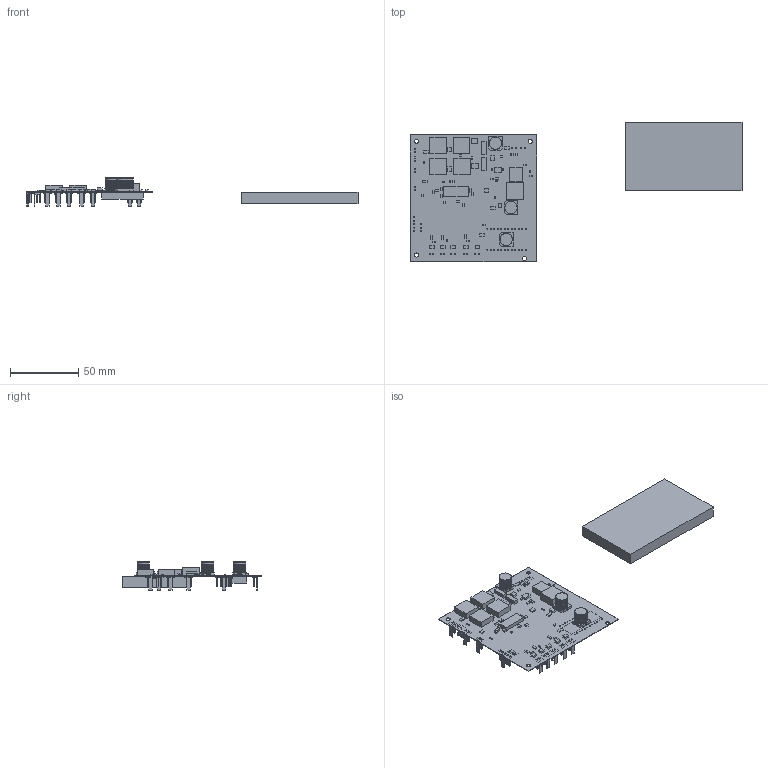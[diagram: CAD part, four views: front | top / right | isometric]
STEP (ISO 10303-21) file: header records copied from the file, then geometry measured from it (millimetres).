
FILE_DESCRIPTION(('Open CASCADE Model'),'2;1');
FILE_NAME('Open CASCADE Shape Model','2014-10-21T17:53:34',('Author'),( 'Open CASCADE'),'Open CASCADE STEP processor 6.2','Open CASCADE 6.2' ,'Unknown');
FILE_SCHEMA(('AUTOMOTIVE_DESIGN { 1 0 10303 214 1 1 1 1 }'));
Length unit declared in the file: millimetre
Products named in the file (155): PCB; Board; UART; 579801424; Extruded; 579801040; 579801680; U4; 579804752; R82; 579800272; R22; 579801552; Q22; 579803088; P32; 555477648; 579802320; 579802192; L32; 579799120; L12; C42; 579799760; C105; 579800016; C104; 579804240; C103; 579804496; P8; 579801936; 579801808; C112; 579804112; Bat; C1; C2; C4; C5 ...
Assembly tree (248 placements, depth 4):
  PCB
    Board
    UART
      579801424
        Extruded
      579801040
        Extruded
      579801680  x3
        Extruded
    U4
      579804752
        Extruded
    R82
      579800272
        Extruded
    R22
      579801552
        Extruded
    Q22
      579803088
        Extruded
    P32
      555477648
        Extruded
      579802320  x2
        Extruded
      579802192
        Extruded
    L32
      579799120
        Extruded
    L12
      579799120
        Extruded
    C42
      579799760
        Extruded
    C105
      579800016
        Extruded
    C104
      579804240
        Extruded
    C103
      579804496
        Extruded
    P8
      579801936
        Extruded
      579802320  x2
        Extruded
      579801808
        Extruded
    C112
      579804112
        Extruded
    Bat
      579801936
        Extruded
      579802320  x2
Bounding box: 242.42 x 102 x 20.56 mm (x, y, z)
Volume: 49534.1 mm3; surface area: 38962.4 mm2
Topology: 130 solids, 130 shells, 1197 faces, 2771 edges, 1834 vertices
Faces by surface type: plane 1165, cylinder 32
Full cylindrical faces by diameter (mm): 0.635 x24, 0.762 x4, 3 x4
Entity records: 34694 total; most frequent: CARTESIAN_POINT 5637, DIRECTION 5183, LINE 3571, VECTOR 3571, ORIENTED_EDGE 2466, PCURVE 2466, DEFINITIONAL_REPRESENTATION 2466, EDGE_CURVE 1233
